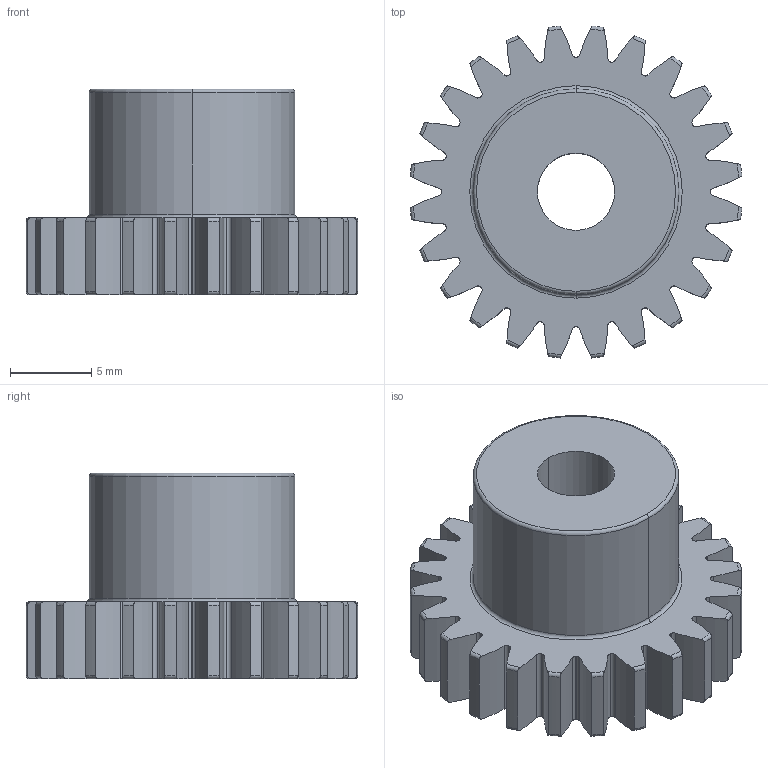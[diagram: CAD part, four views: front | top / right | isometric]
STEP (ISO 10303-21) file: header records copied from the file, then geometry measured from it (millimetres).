
FILE_DESCRIPTION (( 'STEP AP203' ), '1' );
FILE_NAME ('2662N15.STEP', '2018-08-21T14:13:55', ( '' ), ( '' ), 'SwSTEP 2.0', 'SolidWorks 2014', '' );
FILE_SCHEMA (( 'CONFIG_CONTROL_DESIGN' ));
Length unit declared in the file: inch
Products named in the file (1): 2662N15
Bounding box: 20.48 x 20.48 x 12.7 mm (x, y, z)
Volume: 2115.3 mm3; surface area: 1615 mm2
Topology: 1 solids, 1 shells, 203 faces, 596 edges, 396 vertices
Faces by surface type: cylinder 148, torus 52, plane 3
Entity records: 7321 total; most frequent: CARTESIAN_POINT 1676, DIRECTION 1260, ORIENTED_EDGE 1192, EDGE_CURVE 596, AXIS2_PLACEMENT_3D 556, VERTEX_POINT 396, CIRCLE 352, EDGE_LOOP 206
